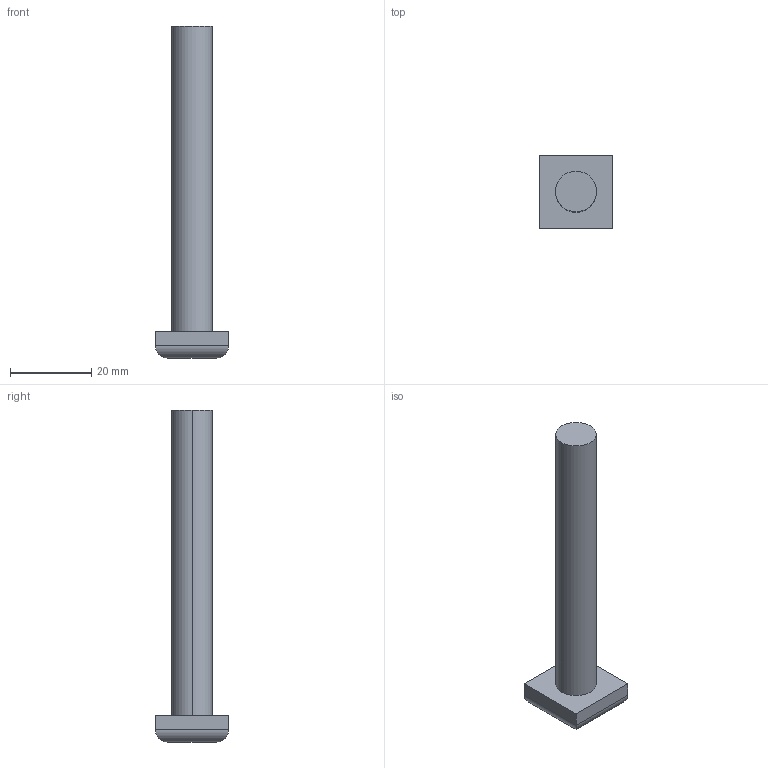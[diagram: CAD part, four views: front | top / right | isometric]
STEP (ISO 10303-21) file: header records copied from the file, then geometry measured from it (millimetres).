
FILE_DESCRIPTION(('CATIA V5 STEP Exchange'),'2;1');
FILE_NAME('Sq Bolt.stp','2023-03-18T23:23:21+00:00',('none'),('none'),'CATIA Version 5 Release 21 GA (IN-10)','CATIA V5 STEP AP203','none');
FILE_SCHEMA(('CONFIG_CONTROL_DESIGN'));
Length unit declared in the file: millimetre
Products named in the file (1): Sq Bolt
Bounding box: 18 x 18 x 81.5 mm (x, y, z)
Volume: 7867.8 mm3; surface area: 3374.4 mm2
Topology: 1 solids, 1 shells, 13 faces, 26 edges, 16 vertices
Faces by surface type: plane 7, cylinder 6
Entity records: 401 total; most frequent: CARTESIAN_POINT 99, ORIENTED_EDGE 52, DIRECTION 46, EDGE_CURVE 26, VECTOR 18, LINE 18, AXIS2_PLACEMENT_3D 17, VERTEX_POINT 16
